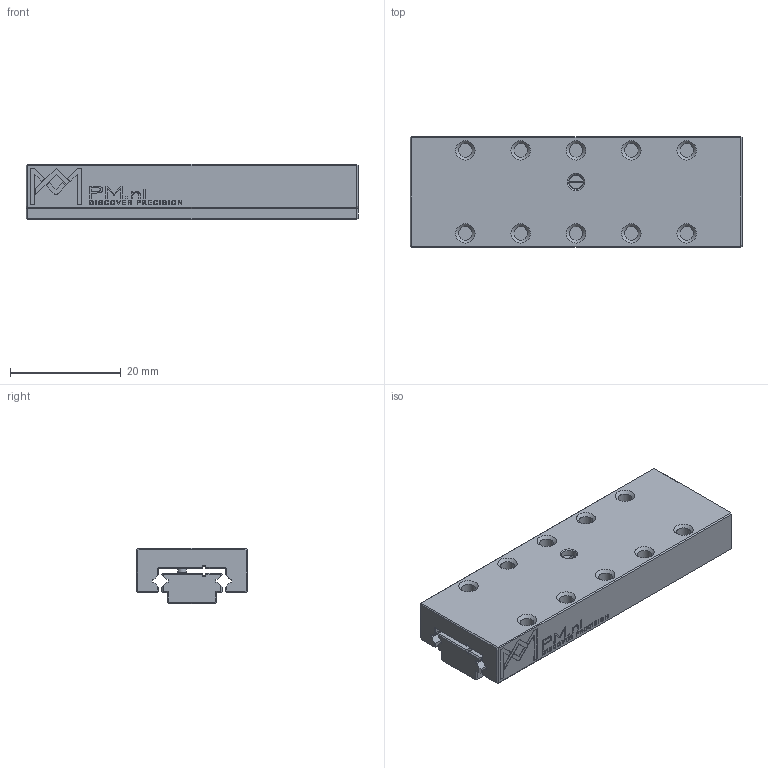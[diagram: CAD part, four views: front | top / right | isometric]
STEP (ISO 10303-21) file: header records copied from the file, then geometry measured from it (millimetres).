
FILE_DESCRIPTION(/* description */ (''),/* implementation_level */ '2;1');
FILE_NAME(/* name */ 'MSR 9-60.stp',/* time_stamp */ '2024-09-19T16:26:49+02:00',/* author */ (''),/* organization */ (''),/* preprocessor_version */ 'ST-DEVELOPER v16.7',/* originating_system */ 'SIEMENS PLM Software NX 12.0',/* authorisation */ '');
FILE_SCHEMA (('AUTOMOTIVE_DESIGN { 1 0 10303 214 3 1 1 1 }'));
Length unit declared in the file: millimetre
Products named in the file (1): 046141_A_17-Slide MSR 9-60 Assy_stp
Bounding box: 60 x 20 x 10 mm (x, y, z)
Volume: 9022.5 mm3; surface area: 7062.7 mm2
Topology: 3 solids, 3 shells, 1505 faces, 4232 edges, 2813 vertices
Faces by surface type: plane 1272, bspline 180, cone 30, cylinder 23
Full cylindrical faces by diameter (mm): 1.5 x2, 1.6 x1, 2 x1, 2.5 x11, 2.7 x1, 3.3 x3, 6 x2
Entity records: 52426 total; most frequent: CARTESIAN_POINT 10993, ORIENTED_EDGE 8344, DIRECTION 6552, EDGE_CURVE 4172, LINE 3700, VECTOR 3700, VERTEX_POINT 2795, EDGE_LOOP 1632
